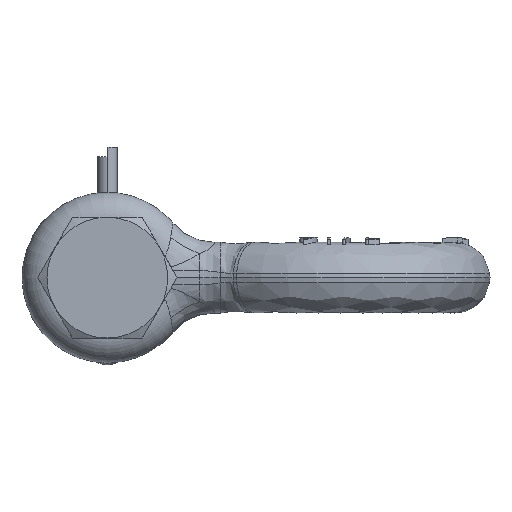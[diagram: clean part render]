
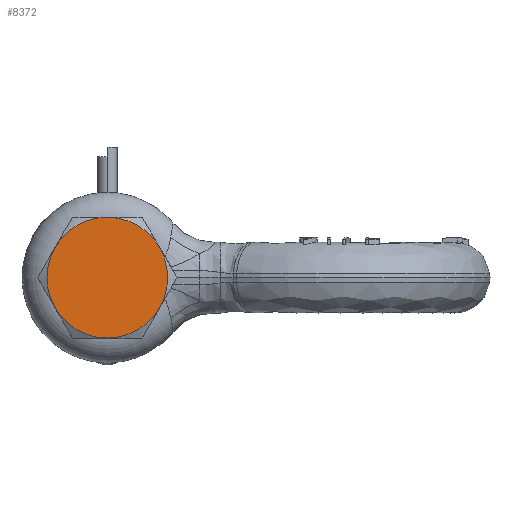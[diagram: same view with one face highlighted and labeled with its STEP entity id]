
A CAD part, left-side view. The second image highlights one B-rep face of the part: STEP entity #8372.
In plain terms, the highlighted planar face has unit normal (-1, 0, 0).
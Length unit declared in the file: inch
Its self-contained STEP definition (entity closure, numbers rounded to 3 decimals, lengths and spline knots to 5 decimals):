
#2872=CARTESIAN_POINT('',(-1.10362,0.,0.));
#2873=DIRECTION('',(-1.,0.,0.));
#2874=DIRECTION('',(0.,0.,-1.));
#2875=AXIS2_PLACEMENT_3D('',#2872,#2873,#2874);
#2877=CARTESIAN_POINT('',(-1.10362,0.,0.));
#2878=DIRECTION('',(-1.,0.,0.));
#2879=DIRECTION('',(0.,0.866,-0.5));
#2880=AXIS2_PLACEMENT_3D('',#2877,#2878,#2879);
#2882=CARTESIAN_POINT('',(-1.10362,0.,0.));
#2883=DIRECTION('',(-1.,0.,0.));
#2884=DIRECTION('',(0.,0.866,0.5));
#2885=AXIS2_PLACEMENT_3D('',#2882,#2883,#2884);
#2887=CARTESIAN_POINT('',(-1.10362,0.,0.));
#2888=DIRECTION('',(-1.,0.,0.));
#2889=DIRECTION('',(0.,0.,1.));
#2890=AXIS2_PLACEMENT_3D('',#2887,#2888,#2889);
#2892=CARTESIAN_POINT('',(-1.10362,0.,0.));
#2893=DIRECTION('',(-1.,0.,0.));
#2894=DIRECTION('',(0.,-0.866,0.5));
#2895=AXIS2_PLACEMENT_3D('',#2892,#2893,#2894);
#2897=CARTESIAN_POINT('',(-1.10362,0.,0.));
#2898=DIRECTION('',(-1.,0.,0.));
#2899=DIRECTION('',(0.,-0.866,-0.5));
#2900=AXIS2_PLACEMENT_3D('',#2897,#2898,#2899);
#3795=CARTESIAN_POINT('',(-1.10362,0.,-0.375));
#3796=CARTESIAN_POINT('',(-1.10362,-0.32476,
-0.1875));
#3797=VERTEX_POINT('',#3795);
#3798=VERTEX_POINT('',#3796);
#3799=CARTESIAN_POINT('',(-1.10362,-0.32476,
0.1875));
#3800=VERTEX_POINT('',#3799);
#3801=CARTESIAN_POINT('',(-1.10362,0.,0.375));
#3802=VERTEX_POINT('',#3801);
#3803=CARTESIAN_POINT('',(-1.10362,0.32476,
0.1875));
#3804=VERTEX_POINT('',#3803);
#3805=CARTESIAN_POINT('',(-1.10362,0.32476,
-0.1875));
#3806=VERTEX_POINT('',#3805);
#8356=CARTESIAN_POINT('',(-1.10362,0.,0.));
#8357=DIRECTION('',(-1.,0.,0.));
#8358=DIRECTION('',(0.,0.,1.));
#8359=AXIS2_PLACEMENT_3D('',#8356,#8357,#8358);
#8360=PLANE('',#8359);
#8362=ORIENTED_EDGE('',*,*,#8361,.F.);
#8363=ORIENTED_EDGE('',*,*,#8351,.F.);
#8364=ORIENTED_EDGE('',*,*,#8339,.F.);
#8365=ORIENTED_EDGE('',*,*,#8327,.F.);
#8367=ORIENTED_EDGE('',*,*,#8366,.F.);
#8369=ORIENTED_EDGE('',*,*,#8368,.F.);
#8370=EDGE_LOOP('',(#8362,#8363,#8364,#8365,#8367,#8369));
#8371=FACE_OUTER_BOUND('',#8370,.F.);
#8372=ADVANCED_FACE('',(#8371),#8360,.T.);
#2876=CIRCLE('',#2875,0.375);
#2881=CIRCLE('',#2880,0.375);
#2886=CIRCLE('',#2885,0.375);
#2891=CIRCLE('',#2890,0.375);
#2896=CIRCLE('',#2895,0.375);
#2901=CIRCLE('',#2900,0.375);
#8327=EDGE_CURVE('',#3802,#3804,#2891,.T.);
#8339=EDGE_CURVE('',#3804,#3806,#2886,.T.);
#8351=EDGE_CURVE('',#3806,#3797,#2881,.T.);
#8361=EDGE_CURVE('',#3797,#3798,#2876,.T.);
#8366=EDGE_CURVE('',#3800,#3802,#2896,.T.);
#8368=EDGE_CURVE('',#3798,#3800,#2901,.T.);
